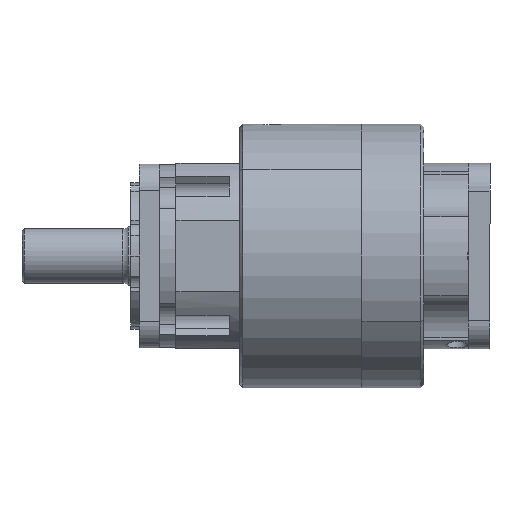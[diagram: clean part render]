
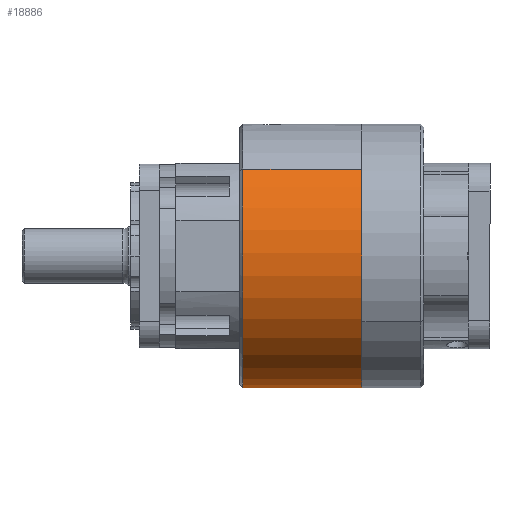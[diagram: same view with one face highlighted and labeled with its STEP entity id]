
A CAD part, left-side view. The second image highlights one B-rep face of the part: STEP entity #18886.
In plain terms, the highlighted cylindrical face has radius 31.5 mm (diameter 63 mm), a partial arc.
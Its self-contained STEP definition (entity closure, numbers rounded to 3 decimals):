
#308 = ORIENTED_EDGE ( 'NONE', *, *, #13579, .T. ) ;
#2266 = FACE_OUTER_BOUND ( 'NONE', #14399, .T. ) ;
#2476 = VERTEX_POINT ( 'NONE', #19222 ) ;
#2754 = DIRECTION ( 'NONE',  ( 0., 1., 0. ) ) ;
#3633 = CIRCLE ( 'NONE', #4142, 31.5 ) ;
#3762 = CARTESIAN_POINT ( 'NONE',  ( 12.634, 38.19, 26.434 ) ) ;
#4142 = AXIS2_PLACEMENT_3D ( 'NONE', #7618, #10736, #6196 ) ;
#4251 = CARTESIAN_POINT ( 'NONE',  ( -11.011, 9.742, 47.247 ) ) ;
#4254 = CARTESIAN_POINT ( 'NONE',  ( 12.634, 9.742, 26.434 ) ) ;
#5554 = AXIS2_PLACEMENT_3D ( 'NONE', #4254, #2754, #10451 ) ;
#5804 = CIRCLE ( 'NONE', #13768, 31.5 ) ;
#6196 = DIRECTION ( 'NONE',  ( -0.663, 0., -0.748 ) ) ;
#6835 = CYLINDRICAL_SURFACE ( 'NONE', #5554, 31.5 ) ;
#7031 = EDGE_CURVE ( 'NONE', #9959, #10885, #5804, .T. ) ;
#7459 = DIRECTION ( 'NONE',  ( 0., 1., 0. ) ) ;
#7618 = CARTESIAN_POINT ( 'NONE',  ( 12.634, 9.793, 26.434 ) ) ;
#8302 = VECTOR ( 'NONE', #7459, 1000. ) ;
#9141 = VECTOR ( 'NONE', #17178, 1000. ) ;
#9371 = LINE ( 'NONE', #15583, #9141 ) ;
#9959 = VERTEX_POINT ( 'NONE', #15048 ) ;
#10432 = VERTEX_POINT ( 'NONE', #13457 ) ;
#10451 = DIRECTION ( 'NONE',  ( 0.751, 0., -0.661 ) ) ;
#10736 = DIRECTION ( 'NONE',  ( 0., 1., 0. ) ) ;
#10885 = VERTEX_POINT ( 'NONE', #19878 ) ;
#12291 = ORIENTED_EDGE ( 'NONE', *, *, #16030, .T. ) ;
#12401 = LINE ( 'NONE', #4251, #8302 ) ;
#13457 = CARTESIAN_POINT ( 'NONE',  ( 36.279, 9.793, 5.621 ) ) ;
#13579 = EDGE_CURVE ( 'NONE', #2476, #9959, #12401, .T. ) ;
#13768 = AXIS2_PLACEMENT_3D ( 'NONE', #3762, #19468, #17725 ) ;
#14399 = EDGE_LOOP ( 'NONE', ( #12291, #308, #18490, #16915 ) ) ;
#15048 = CARTESIAN_POINT ( 'NONE',  ( -11.011, 38.19, 47.247 ) ) ;
#15583 = CARTESIAN_POINT ( 'NONE',  ( 36.279, 9.742, 5.621 ) ) ;
#16030 = EDGE_CURVE ( 'NONE', #10432, #2476, #3633, .T. ) ;
#16915 = ORIENTED_EDGE ( 'NONE', *, *, #16977, .F. ) ;
#16977 = EDGE_CURVE ( 'NONE', #10432, #10885, #9371, .T. ) ;
#17178 = DIRECTION ( 'NONE',  ( 0., 1., 0. ) ) ;
#17725 = DIRECTION ( 'NONE',  ( 0.751, 0., -0.661 ) ) ;
#18490 = ORIENTED_EDGE ( 'NONE', *, *, #7031, .T. ) ;
#18886 = ADVANCED_FACE ( 'NONE', ( #2266 ), #6835, .T. ) ;
#19222 = CARTESIAN_POINT ( 'NONE',  ( -11.011, 9.793, 47.247 ) ) ;
#19468 = DIRECTION ( 'NONE',  ( 0., -1., 0. ) ) ;
#19878 = CARTESIAN_POINT ( 'NONE',  ( 36.279, 38.19, 5.621 ) ) ;
